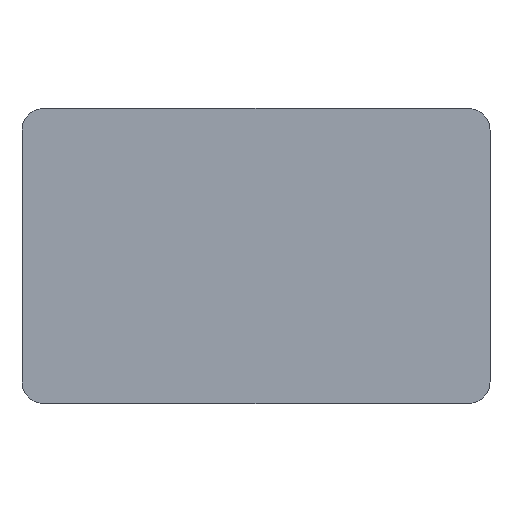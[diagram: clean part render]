
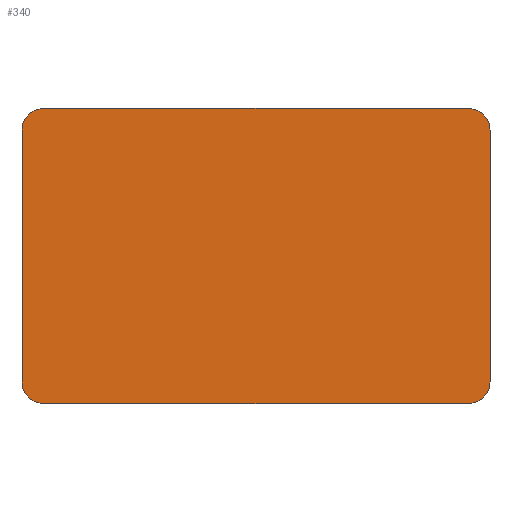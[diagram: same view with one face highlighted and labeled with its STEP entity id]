
A CAD part, top view. The second image highlights one B-rep face of the part: STEP entity #340.
In plain terms, the highlighted planar face has unit normal (0, 0, 1).
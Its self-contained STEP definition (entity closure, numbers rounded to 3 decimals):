
#7 = DIRECTION ( 'NONE',  ( 0., 0., -1. ) ) ;
#10 = VERTEX_POINT ( 'NONE', #232 ) ;
#13 = EDGE_CURVE ( 'NONE', #202, #128, #256, .T. ) ;
#15 = DIRECTION ( 'NONE',  ( 1., 0., 0. ) ) ;
#28 = CARTESIAN_POINT ( 'NONE',  ( -42.8, -23., 0.8 ) ) ;
#39 = DIRECTION ( 'NONE',  ( 1., 0., 0. ) ) ;
#41 = CARTESIAN_POINT ( 'NONE',  ( 38.8, -27., 0.8 ) ) ;
#43 = CARTESIAN_POINT ( 'NONE',  ( -38.8, 23., 0.8 ) ) ;
#49 = ORIENTED_EDGE ( 'NONE', *, *, #221, .T. ) ;
#50 = LINE ( 'NONE', #192, #240 ) ;
#54 = DIRECTION ( 'NONE',  ( 0., -1., 0. ) ) ;
#61 = VERTEX_POINT ( 'NONE', #123 ) ;
#62 = CIRCLE ( 'NONE', #160, 4. ) ;
#63 = VERTEX_POINT ( 'NONE', #207 ) ;
#69 = ORIENTED_EDGE ( 'NONE', *, *, #270, .T. ) ;
#75 = CIRCLE ( 'NONE', #111, 4. ) ;
#86 = EDGE_LOOP ( 'NONE', ( #94, #287, #69, #49, #262, #180, #197, #308 ) ) ;
#92 = DIRECTION ( 'NONE',  ( 0., 0., 1. ) ) ;
#94 = ORIENTED_EDGE ( 'NONE', *, *, #108, .T. ) ;
#96 = VECTOR ( 'NONE', #288, 1000. ) ;
#97 = DIRECTION ( 'NONE',  ( 0., 0., 1. ) ) ;
#104 = CARTESIAN_POINT ( 'NONE',  ( 38.8, -27., 0.8 ) ) ;
#105 = CARTESIAN_POINT ( 'NONE',  ( 38.8, -23., 0.8 ) ) ;
#108 = EDGE_CURVE ( 'NONE', #61, #63, #62, .T. ) ;
#109 = CARTESIAN_POINT ( 'NONE',  ( -38.8, -23., 0.8 ) ) ;
#111 = AXIS2_PLACEMENT_3D ( 'NONE', #105, #216, #241 ) ;
#119 = LINE ( 'NONE', #41, #215 ) ;
#122 = CARTESIAN_POINT ( 'NONE',  ( 38.8, 23., 0.8 ) ) ;
#123 = CARTESIAN_POINT ( 'NONE',  ( -42.8, -23., 0.8 ) ) ;
#124 = EDGE_CURVE ( 'NONE', #63, #211, #119, .T. ) ;
#128 = VERTEX_POINT ( 'NONE', #179 ) ;
#137 = EDGE_CURVE ( 'NONE', #209, #149, #263, .T. ) ;
#149 = VERTEX_POINT ( 'NONE', #210 ) ;
#150 = DIRECTION ( 'NONE',  ( 0., 0., 1. ) ) ;
#151 = AXIS2_PLACEMENT_3D ( 'NONE', #122, #97, #15 ) ;
#159 = DIRECTION ( 'NONE',  ( 0., 1., 0. ) ) ;
#160 = AXIS2_PLACEMENT_3D ( 'NONE', #177, #92, #282 ) ;
#168 = EDGE_CURVE ( 'NONE', #128, #209, #261, .T. ) ;
#177 = CARTESIAN_POINT ( 'NONE',  ( -38.8, -23., 0.8 ) ) ;
#179 = CARTESIAN_POINT ( 'NONE',  ( 38.8, 27., 0.8 ) ) ;
#180 = ORIENTED_EDGE ( 'NONE', *, *, #168, .T. ) ;
#181 = CARTESIAN_POINT ( 'NONE',  ( 38.8, 27., 0.8 ) ) ;
#191 = LINE ( 'NONE', #28, #272 ) ;
#192 = CARTESIAN_POINT ( 'NONE',  ( 42.8, -23., 0.8 ) ) ;
#195 = PLANE ( 'NONE',  #336 ) ;
#197 = ORIENTED_EDGE ( 'NONE', *, *, #137, .T. ) ;
#201 = DIRECTION ( 'NONE',  ( 1., 0., 0. ) ) ;
#202 = VERTEX_POINT ( 'NONE', #321 ) ;
#207 = CARTESIAN_POINT ( 'NONE',  ( -38.8, -27., 0.8 ) ) ;
#209 = VERTEX_POINT ( 'NONE', #299 ) ;
#210 = CARTESIAN_POINT ( 'NONE',  ( -42.8, 23., 0.8 ) ) ;
#211 = VERTEX_POINT ( 'NONE', #104 ) ;
#215 = VECTOR ( 'NONE', #39, 1000. ) ;
#216 = DIRECTION ( 'NONE',  ( 0., 0., 1. ) ) ;
#220 = DIRECTION ( 'NONE',  ( -1., 0., 0. ) ) ;
#221 = EDGE_CURVE ( 'NONE', #10, #202, #50, .T. ) ;
#232 = CARTESIAN_POINT ( 'NONE',  ( 42.8, -23., 0.8 ) ) ;
#240 = VECTOR ( 'NONE', #159, 1000. ) ;
#241 = DIRECTION ( 'NONE',  ( 1., 0., 0. ) ) ;
#242 = EDGE_CURVE ( 'NONE', #149, #61, #191, .T. ) ;
#245 = FACE_OUTER_BOUND ( 'NONE', #86, .T. ) ;
#256 = CIRCLE ( 'NONE', #151, 4. ) ;
#261 = LINE ( 'NONE', #181, #96 ) ;
#262 = ORIENTED_EDGE ( 'NONE', *, *, #13, .T. ) ;
#263 = CIRCLE ( 'NONE', #279, 4. ) ;
#270 = EDGE_CURVE ( 'NONE', #211, #10, #75, .T. ) ;
#272 = VECTOR ( 'NONE', #54, 1000. ) ;
#279 = AXIS2_PLACEMENT_3D ( 'NONE', #43, #150, #201 ) ;
#282 = DIRECTION ( 'NONE',  ( -1., 0., 0. ) ) ;
#287 = ORIENTED_EDGE ( 'NONE', *, *, #124, .T. ) ;
#288 = DIRECTION ( 'NONE',  ( -1., 0., 0. ) ) ;
#299 = CARTESIAN_POINT ( 'NONE',  ( -38.8, 27., 0.8 ) ) ;
#308 = ORIENTED_EDGE ( 'NONE', *, *, #242, .T. ) ;
#321 = CARTESIAN_POINT ( 'NONE',  ( 42.8, 23., 0.8 ) ) ;
#336 = AXIS2_PLACEMENT_3D ( 'NONE', #109, #7, #220 ) ;
#340 = ADVANCED_FACE ( 'NONE', ( #245 ), #195, .F. ) ;
